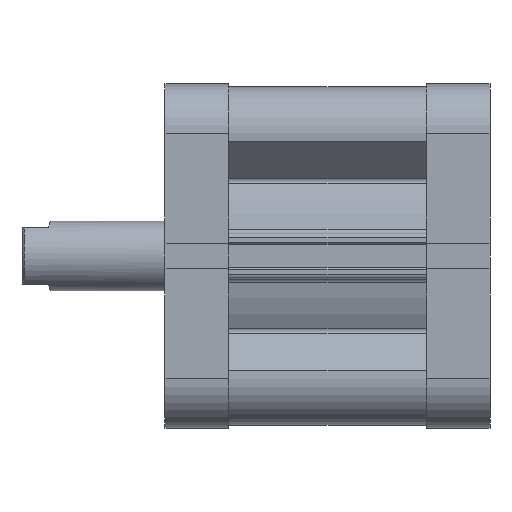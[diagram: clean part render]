
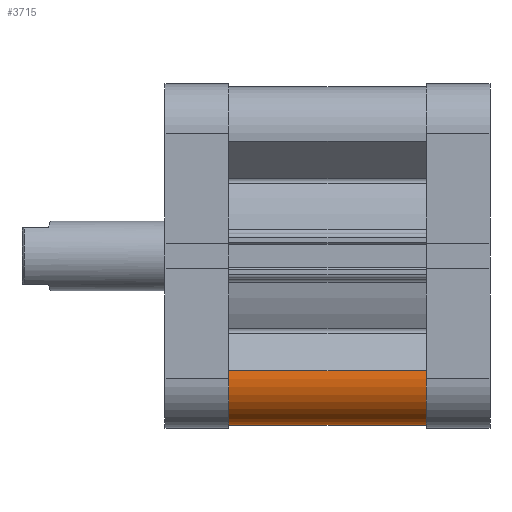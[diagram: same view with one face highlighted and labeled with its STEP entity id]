
A CAD part, front view. The second image highlights one B-rep face of the part: STEP entity #3715.
In plain terms, the highlighted cylindrical face has radius 10.75 mm (diameter 21.5 mm), a partial arc.
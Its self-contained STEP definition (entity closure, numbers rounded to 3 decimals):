
#281 = DIRECTION ( 'NONE',  ( 0., 0., 1. ) ) ;
#283 = CARTESIAN_POINT ( 'NONE',  ( -39., -28.25, 45.5 ) ) ;
#286 = DIRECTION ( 'NONE',  ( 0., 0., 1. ) ) ;
#402 = CARTESIAN_POINT ( 'NONE',  ( -28.25, -28.25, 0. ) ) ;
#411 = CARTESIAN_POINT ( 'NONE',  ( -26.479, -38.853, 45.5 ) ) ;
#456 = DIRECTION ( 'NONE',  ( 0., 0., -1. ) ) ;
#469 = DIRECTION ( 'NONE',  ( -1., 0., 0. ) ) ;
#514 = CARTESIAN_POINT ( 'NONE',  ( -28.25, -28.25, 45.5 ) ) ;
#549 = DIRECTION ( 'NONE',  ( -1., 0., 0. ) ) ;
#599 = DIRECTION ( 'NONE',  ( 0., 0., -1. ) ) ;
#1001 = EDGE_CURVE ( 'NONE', #1737, #1736, #4338, .T. ) ;
#1010 = EDGE_CURVE ( 'NONE', #1739, #1737, #4345, .T. ) ;
#1011 = EDGE_CURVE ( 'NONE', #1739, #1738, #4353, .T. ) ;
#1012 = EDGE_CURVE ( 'NONE', #1738, #1736, #4349, .T. ) ;
#1736 = VERTEX_POINT ( 'NONE', #9913 ) ;
#1737 = VERTEX_POINT ( 'NONE', #9911 ) ;
#1738 = VERTEX_POINT ( 'NONE', #9910 ) ;
#1739 = VERTEX_POINT ( 'NONE', #9908 ) ;
#1949 = ORIENTED_EDGE ( 'NONE', *, *, #1001, .T. ) ;
#1959 = ORIENTED_EDGE ( 'NONE', *, *, #1012, .F. ) ;
#1986 = ORIENTED_EDGE ( 'NONE', *, *, #1011, .F. ) ;
#1998 = ORIENTED_EDGE ( 'NONE', *, *, #1010, .T. ) ;
#3032 = AXIS2_PLACEMENT_3D ( 'NONE', #402, #286, #469 ) ;
#3038 = AXIS2_PLACEMENT_3D ( 'NONE', #514, #281, #549 ) ;
#3339 = AXIS2_PLACEMENT_3D ( 'NONE', #6112, #6111, #6110 ) ;
#3715 = ADVANCED_FACE ( 'NONE', ( #6534 ), #6537, .T. ) ;
#4338 = CIRCLE ( 'NONE', #3032, 10.75 ) ;
#4345 = LINE ( 'NONE', #283, #4346 ) ;
#4346 = VECTOR ( 'NONE', #599, 1000. ) ;
#4349 = LINE ( 'NONE', #411, #4350 ) ;
#4350 = VECTOR ( 'NONE', #456, 1000. ) ;
#4353 = CIRCLE ( 'NONE', #3038, 10.75 ) ;
#6110 = DIRECTION ( 'NONE',  ( -1., 0., 0. ) ) ;
#6111 = DIRECTION ( 'NONE',  ( 0., 0., -1. ) ) ;
#6112 = CARTESIAN_POINT ( 'NONE',  ( -28.25, -28.25, 45.5 ) ) ;
#6534 = FACE_OUTER_BOUND ( 'NONE', #7762, .T. ) ;
#6537 = CYLINDRICAL_SURFACE ( 'NONE', #3339, 10.75 ) ;
#7762 = EDGE_LOOP ( 'NONE', ( #1986, #1998, #1949, #1959 ) ) ;
#9908 = CARTESIAN_POINT ( 'NONE',  ( -39., -28.25, 45.5 ) ) ;
#9910 = CARTESIAN_POINT ( 'NONE',  ( -26.479, -38.853, 45.5 ) ) ;
#9911 = CARTESIAN_POINT ( 'NONE',  ( -39., -28.25, 0. ) ) ;
#9913 = CARTESIAN_POINT ( 'NONE',  ( -26.479, -38.853, 0. ) ) ;
